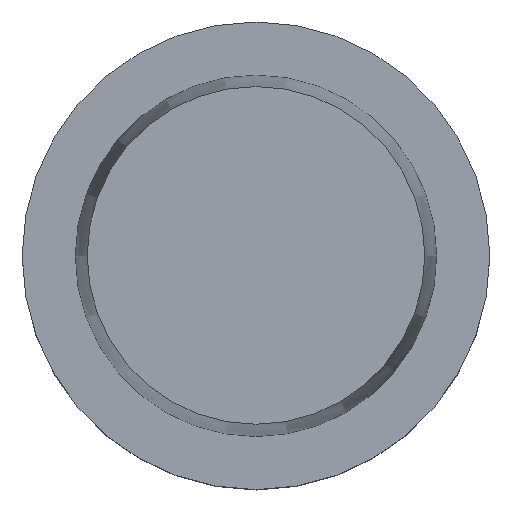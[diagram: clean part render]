
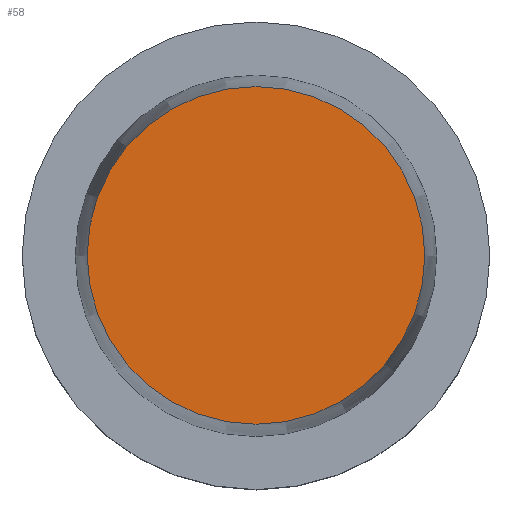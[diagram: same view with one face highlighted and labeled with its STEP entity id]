
A CAD part, top view. The second image highlights one B-rep face of the part: STEP entity #58.
In plain terms, the highlighted planar face has unit normal (0, 0, 1).
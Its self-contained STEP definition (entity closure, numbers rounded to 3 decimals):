
#35=FACE_OUTER_BOUND('',#114,.T.);
#45=PLANE('',#214);
#58=ADVANCED_FACE('',(#35),#45,.T.);
#114=EDGE_LOOP('',(#142));
#142=ORIENTED_EDGE('',*,*,#173,.F.);
#159=VERTEX_POINT('',#314);
#173=EDGE_CURVE('',#159,#159,#187,.T.);
#187=CIRCLE('',#212,22.722);
#212=AXIS2_PLACEMENT_3D('',#313,#264,#265);
#214=AXIS2_PLACEMENT_3D('',#316,#268,#269);
#264=DIRECTION('',(0.0,0.0,-1.0));
#265=DIRECTION('',(-1.0,0.0,0.0));
#268=DIRECTION('',(0.0,0.0,1.0));
#269=DIRECTION('',(1.0,0.0,0.0));
#313=CARTESIAN_POINT('',(0.0,0.,31.9));
#314=CARTESIAN_POINT('',(-22.722,0.,31.9));
#316=CARTESIAN_POINT('',(0.0,17.025,31.9));
